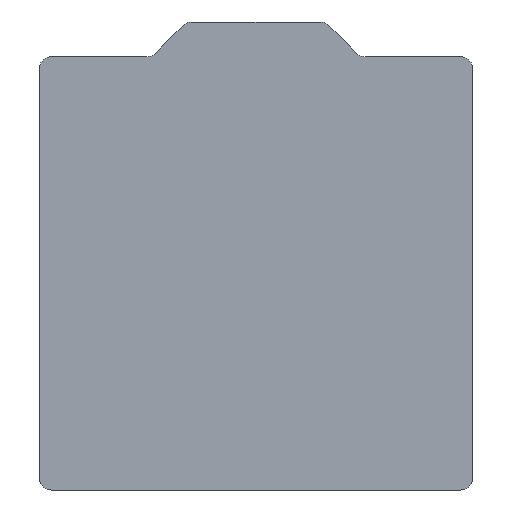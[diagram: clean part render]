
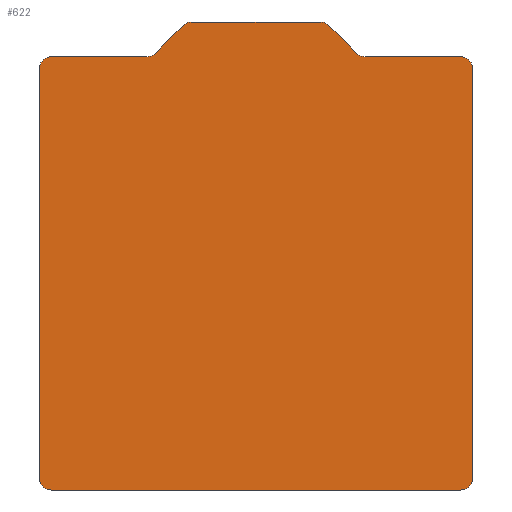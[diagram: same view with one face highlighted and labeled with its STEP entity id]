
A CAD part, front view. The second image highlights one B-rep face of the part: STEP entity #622.
In plain terms, the highlighted planar face has unit normal (0, -1, 0).
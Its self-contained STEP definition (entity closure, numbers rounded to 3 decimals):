
#2 = CARTESIAN_POINT ( 'NONE',  ( -62.5, 0., -62.5 ) ) ;
#4 = CARTESIAN_POINT ( 'NONE',  ( 18.55, 0., 69. ) ) ;
#7 = EDGE_CURVE ( 'NONE', #470, #92, #385, .T. ) ;
#20 = CARTESIAN_POINT ( 'NONE',  ( 59., 0., -59. ) ) ;
#25 = EDGE_LOOP ( 'NONE', ( #113, #224, #554, #528, #33, #71, #249, #354, #373, #287, #346, #468, #637, #102, #324, #293 ) ) ;
#28 = VERTEX_POINT ( 'NONE', #641 ) ;
#29 = DIRECTION ( 'NONE',  ( 0., -1., 0. ) ) ;
#32 = VECTOR ( 'NONE', #216, 1000. ) ;
#33 = ORIENTED_EDGE ( 'NONE', *, *, #654, .F. ) ;
#41 = VERTEX_POINT ( 'NONE', #209 ) ;
#47 = AXIS2_PLACEMENT_3D ( 'NONE', #524, #625, #208 ) ;
#49 = AXIS2_PLACEMENT_3D ( 'NONE', #339, #230, #503 ) ;
#50 = CARTESIAN_POINT ( 'NONE',  ( -59., 0., 59. ) ) ;
#54 = FACE_OUTER_BOUND ( 'NONE', #25, .T. ) ;
#71 = ORIENTED_EDGE ( 'NONE', *, *, #638, .T. ) ;
#79 = CARTESIAN_POINT ( 'NONE',  ( -31.45, 0., 62.5 ) ) ;
#81 = CARTESIAN_POINT ( 'NONE',  ( -62.5, 0., 62.5 ) ) ;
#87 = CARTESIAN_POINT ( 'NONE',  ( -28.975, 0., 63.525 ) ) ;
#89 = EDGE_CURVE ( 'NONE', #28, #502, #564, .T. ) ;
#92 = VERTEX_POINT ( 'NONE', #326 ) ;
#102 = ORIENTED_EDGE ( 'NONE', *, *, #501, .T. ) ;
#106 = CIRCLE ( 'NONE', #49, 3.5 ) ;
#113 = ORIENTED_EDGE ( 'NONE', *, *, #487, .F. ) ;
#115 = CARTESIAN_POINT ( 'NONE',  ( -62.5, 0., 62.5 ) ) ;
#118 = DIRECTION ( 'NONE',  ( 0., 0., -1. ) ) ;
#119 = CARTESIAN_POINT ( 'NONE',  ( 62.5, 0., 59. ) ) ;
#127 = DIRECTION ( 'NONE',  ( -1., 0., 0. ) ) ;
#128 = CARTESIAN_POINT ( 'NONE',  ( -59., 0., -62.5 ) ) ;
#132 = VERTEX_POINT ( 'NONE', #272 ) ;
#134 = CARTESIAN_POINT ( 'NONE',  ( 18.55, 0., 72.5 ) ) ;
#137 = VECTOR ( 'NONE', #635, 1000. ) ;
#139 = EDGE_CURVE ( 'NONE', #213, #527, #199, .T. ) ;
#141 = VECTOR ( 'NONE', #127, 1000. ) ;
#165 = CARTESIAN_POINT ( 'NONE',  ( -18.55, 0., 69. ) ) ;
#181 = VERTEX_POINT ( 'NONE', #186 ) ;
#186 = CARTESIAN_POINT ( 'NONE',  ( -18.55, 0., 72.5 ) ) ;
#189 = CARTESIAN_POINT ( 'NONE',  ( 21.025, 0., 71.475 ) ) ;
#195 = DIRECTION ( 'NONE',  ( 0., -1., 0. ) ) ;
#199 = CIRCLE ( 'NONE', #303, 3.5 ) ;
#207 = DIRECTION ( 'NONE',  ( 0., 1., 0. ) ) ;
#208 = DIRECTION ( 'NONE',  ( 0., 0., -1. ) ) ;
#209 = CARTESIAN_POINT ( 'NONE',  ( 28.975, 0., 63.525 ) ) ;
#213 = VERTEX_POINT ( 'NONE', #189 ) ;
#216 = DIRECTION ( 'NONE',  ( 1., 0., 0. ) ) ;
#219 = EDGE_CURVE ( 'NONE', #546, #558, #393, .T. ) ;
#224 = ORIENTED_EDGE ( 'NONE', *, *, #139, .T. ) ;
#228 = VECTOR ( 'NONE', #290, 1000. ) ;
#230 = DIRECTION ( 'NONE',  ( 0., 1., 0. ) ) ;
#242 = EDGE_CURVE ( 'NONE', #132, #312, #403, .T. ) ;
#249 = ORIENTED_EDGE ( 'NONE', *, *, #242, .F. ) ;
#261 = VECTOR ( 'NONE', #384, 1000. ) ;
#264 = CARTESIAN_POINT ( 'NONE',  ( -62.5, 0., 62.5 ) ) ;
#269 = AXIS2_PLACEMENT_3D ( 'NONE', #522, #207, #573 ) ;
#272 = CARTESIAN_POINT ( 'NONE',  ( -59., 0., 62.5 ) ) ;
#280 = DIRECTION ( 'NONE',  ( 0., -1., 0. ) ) ;
#284 = CIRCLE ( 'NONE', #426, 3.5 ) ;
#286 = AXIS2_PLACEMENT_3D ( 'NONE', #165, #327, #380 ) ;
#287 = ORIENTED_EDGE ( 'NONE', *, *, #601, .T. ) ;
#289 = DIRECTION ( 'NONE',  ( 0., 0., -1. ) ) ;
#290 = DIRECTION ( 'NONE',  ( 1., 0., 0. ) ) ;
#292 = VECTOR ( 'NONE', #630, 1000. ) ;
#293 = ORIENTED_EDGE ( 'NONE', *, *, #516, .T. ) ;
#303 = AXIS2_PLACEMENT_3D ( 'NONE', #4, #578, #118 ) ;
#307 = EDGE_CURVE ( 'NONE', #181, #527, #372, .T. ) ;
#312 = VERTEX_POINT ( 'NONE', #79 ) ;
#314 = VERTEX_POINT ( 'NONE', #442 ) ;
#319 = CARTESIAN_POINT ( 'NONE',  ( -59., 0., -59. ) ) ;
#321 = LINE ( 'NONE', #643, #261 ) ;
#324 = ORIENTED_EDGE ( 'NONE', *, *, #219, .F. ) ;
#326 = CARTESIAN_POINT ( 'NONE',  ( 62.5, 0., -59. ) ) ;
#327 = DIRECTION ( 'NONE',  ( 0., -1., 0. ) ) ;
#339 = CARTESIAN_POINT ( 'NONE',  ( 31.45, 0., 66. ) ) ;
#346 = ORIENTED_EDGE ( 'NONE', *, *, #456, .F. ) ;
#354 = ORIENTED_EDGE ( 'NONE', *, *, #550, .T. ) ;
#366 = DIRECTION ( 'NONE',  ( 0.707, 0., 0.707 ) ) ;
#372 = LINE ( 'NONE', #597, #228 ) ;
#373 = ORIENTED_EDGE ( 'NONE', *, *, #89, .F. ) ;
#375 = VERTEX_POINT ( 'NONE', #128 ) ;
#378 = CARTESIAN_POINT ( 'NONE',  ( -30., 0., 62.5 ) ) ;
#380 = DIRECTION ( 'NONE',  ( 0., 0., -1. ) ) ;
#384 = DIRECTION ( 'NONE',  ( 0.707, 0., -0.707 ) ) ;
#385 = LINE ( 'NONE', #476, #553 ) ;
#389 = DIRECTION ( 'NONE',  ( 0., 0., -1. ) ) ;
#393 = LINE ( 'NONE', #81, #32 ) ;
#396 = CARTESIAN_POINT ( 'NONE',  ( -62.5, 0., 59. ) ) ;
#403 = LINE ( 'NONE', #264, #292 ) ;
#410 = LINE ( 'NONE', #378, #621 ) ;
#411 = CIRCLE ( 'NONE', #414, 3.5 ) ;
#414 = AXIS2_PLACEMENT_3D ( 'NONE', #497, #280, #289 ) ;
#422 = DIRECTION ( 'NONE',  ( 0., 0., -1. ) ) ;
#426 = AXIS2_PLACEMENT_3D ( 'NONE', #20, #29, #389 ) ;
#442 = CARTESIAN_POINT ( 'NONE',  ( -21.025, 0., 71.475 ) ) ;
#454 = CARTESIAN_POINT ( 'NONE',  ( 31.45, 0., 62.5 ) ) ;
#456 = EDGE_CURVE ( 'NONE', #472, #375, #663, .T. ) ;
#465 = EDGE_CURVE ( 'NONE', #181, #314, #682, .T. ) ;
#468 = ORIENTED_EDGE ( 'NONE', *, *, #485, .T. ) ;
#469 = CIRCLE ( 'NONE', #598, 3.5 ) ;
#470 = VERTEX_POINT ( 'NONE', #119 ) ;
#471 = CIRCLE ( 'NONE', #269, 3.5 ) ;
#472 = VERTEX_POINT ( 'NONE', #532 ) ;
#476 = CARTESIAN_POINT ( 'NONE',  ( 62.5, 0., 62.5 ) ) ;
#479 = DIRECTION ( 'NONE',  ( 0., -1., 0. ) ) ;
#485 = EDGE_CURVE ( 'NONE', #472, #92, #284, .T. ) ;
#487 = EDGE_CURVE ( 'NONE', #213, #41, #321, .T. ) ;
#497 = CARTESIAN_POINT ( 'NONE',  ( 59., 0., 59. ) ) ;
#501 = EDGE_CURVE ( 'NONE', #470, #558, #411, .T. ) ;
#502 = VERTEX_POINT ( 'NONE', #396 ) ;
#503 = DIRECTION ( 'NONE',  ( 0., 0., -1. ) ) ;
#508 = VERTEX_POINT ( 'NONE', #87 ) ;
#516 = EDGE_CURVE ( 'NONE', #546, #41, #106, .T. ) ;
#522 = CARTESIAN_POINT ( 'NONE',  ( -31.45, 0., 66. ) ) ;
#524 = CARTESIAN_POINT ( 'NONE',  ( 0., 0., 0. ) ) ;
#527 = VERTEX_POINT ( 'NONE', #134 ) ;
#528 = ORIENTED_EDGE ( 'NONE', *, *, #465, .T. ) ;
#532 = CARTESIAN_POINT ( 'NONE',  ( 59., 0., -62.5 ) ) ;
#546 = VERTEX_POINT ( 'NONE', #454 ) ;
#550 = EDGE_CURVE ( 'NONE', #132, #502, #670, .T. ) ;
#553 = VECTOR ( 'NONE', #577, 1000. ) ;
#554 = ORIENTED_EDGE ( 'NONE', *, *, #307, .F. ) ;
#558 = VERTEX_POINT ( 'NONE', #668 ) ;
#561 = DIRECTION ( 'NONE',  ( 0., 0., -1. ) ) ;
#564 = LINE ( 'NONE', #115, #137 ) ;
#573 = DIRECTION ( 'NONE',  ( 0., 0., -1. ) ) ;
#577 = DIRECTION ( 'NONE',  ( 0., 0., -1. ) ) ;
#578 = DIRECTION ( 'NONE',  ( 0., -1., 0. ) ) ;
#597 = CARTESIAN_POINT ( 'NONE',  ( -20., 0., 72.5 ) ) ;
#598 = AXIS2_PLACEMENT_3D ( 'NONE', #319, #479, #422 ) ;
#601 = EDGE_CURVE ( 'NONE', #28, #375, #469, .T. ) ;
#618 = AXIS2_PLACEMENT_3D ( 'NONE', #50, #195, #561 ) ;
#621 = VECTOR ( 'NONE', #366, 1000. ) ;
#622 = ADVANCED_FACE ( 'NONE', ( #54 ), #633, .T. ) ;
#625 = DIRECTION ( 'NONE',  ( 0., -1., 0. ) ) ;
#630 = DIRECTION ( 'NONE',  ( 1., 0., 0. ) ) ;
#633 = PLANE ( 'NONE',  #47 ) ;
#635 = DIRECTION ( 'NONE',  ( 0., 0., 1. ) ) ;
#637 = ORIENTED_EDGE ( 'NONE', *, *, #7, .F. ) ;
#638 = EDGE_CURVE ( 'NONE', #508, #312, #471, .T. ) ;
#641 = CARTESIAN_POINT ( 'NONE',  ( -62.5, 0., -59. ) ) ;
#643 = CARTESIAN_POINT ( 'NONE',  ( 30., 0., 62.5 ) ) ;
#654 = EDGE_CURVE ( 'NONE', #508, #314, #410, .T. ) ;
#663 = LINE ( 'NONE', #2, #141 ) ;
#668 = CARTESIAN_POINT ( 'NONE',  ( 59., 0., 62.5 ) ) ;
#670 = CIRCLE ( 'NONE', #618, 3.5 ) ;
#682 = CIRCLE ( 'NONE', #286, 3.5 ) ;
